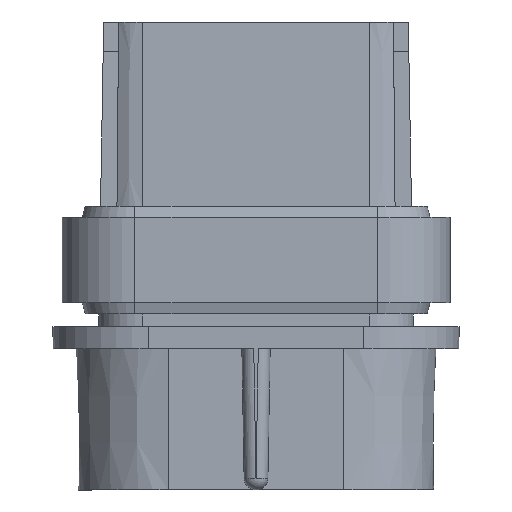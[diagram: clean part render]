
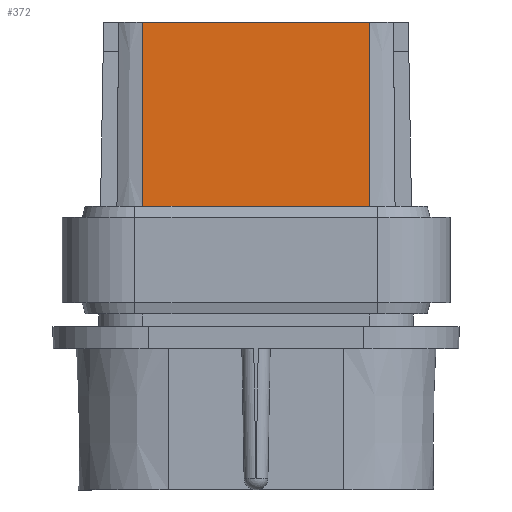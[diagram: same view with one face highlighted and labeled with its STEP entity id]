
A CAD part, front view. The second image highlights one B-rep face of the part: STEP entity #372.
In plain terms, the highlighted planar face has unit normal (0, -1, 0.018).
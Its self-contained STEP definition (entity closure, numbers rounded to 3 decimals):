
#372=ADVANCED_FACE('',(#544),#439,.T.);
#439=PLANE('',#2375);
#544=FACE_OUTER_BOUND('',#659,.T.);
#659=EDGE_LOOP('',(#1262,#1263,#1264,#1265));
#1262=ORIENTED_EDGE('',*,*,#1654,.F.);
#1263=ORIENTED_EDGE('',*,*,#1766,.T.);
#1264=ORIENTED_EDGE('',*,*,#1752,.F.);
#1265=ORIENTED_EDGE('',*,*,#1765,.F.);
#1395=VERTEX_POINT('',#3409);
#1396=VERTEX_POINT('',#3411);
#1461=VERTEX_POINT('',#3614);
#1462=VERTEX_POINT('',#3616);
#1654=EDGE_CURVE('',#1395,#1396,#1888,.T.);
#1752=EDGE_CURVE('',#1461,#1462,#1960,.T.);
#1765=EDGE_CURVE('',#1396,#1461,#1970,.T.);
#1766=EDGE_CURVE('',#1395,#1462,#1971,.T.);
#1888=LINE('',#3410,#2093);
#1960=LINE('',#3615,#2165);
#1970=LINE('',#3646,#2175);
#1971=LINE('',#3648,#2176);
#2093=VECTOR('',#2749,1.);
#2165=VECTOR('',#2939,1.);
#2175=VECTOR('',#2971,1.);
#2176=VECTOR('',#2974,1.);
#2375=AXIS2_PLACEMENT_3D('',#3650,#2977,#2978);
#2749=DIRECTION('',(-1.,0.,0.));
#2939=DIRECTION('',(1.,0.,0.));
#2971=DIRECTION('',(0.,0.017,1.));
#2974=DIRECTION('',(0.,0.017,1.));
#2977=DIRECTION('',(0.,-1.,0.017));
#2978=DIRECTION('',(0.,0.017,1.));
#3409=CARTESIAN_POINT('',(7.65,-4.316,-5.4));
#3410=CARTESIAN_POINT('',(-7.65,-4.316,-5.4));
#3411=CARTESIAN_POINT('',(-7.65,-4.316,-5.4));
#3614=CARTESIAN_POINT('',(-7.65,-4.1,7.));
#3615=CARTESIAN_POINT('',(-7.65,-4.1,7.));
#3616=CARTESIAN_POINT('',(7.65,-4.1,7.));
#3646=CARTESIAN_POINT('',(-7.65,-4.099,7.045));
#3648=CARTESIAN_POINT('',(7.65,-4.099,7.045));
#3650=CARTESIAN_POINT('',(-7.65,-4.1,7.));
